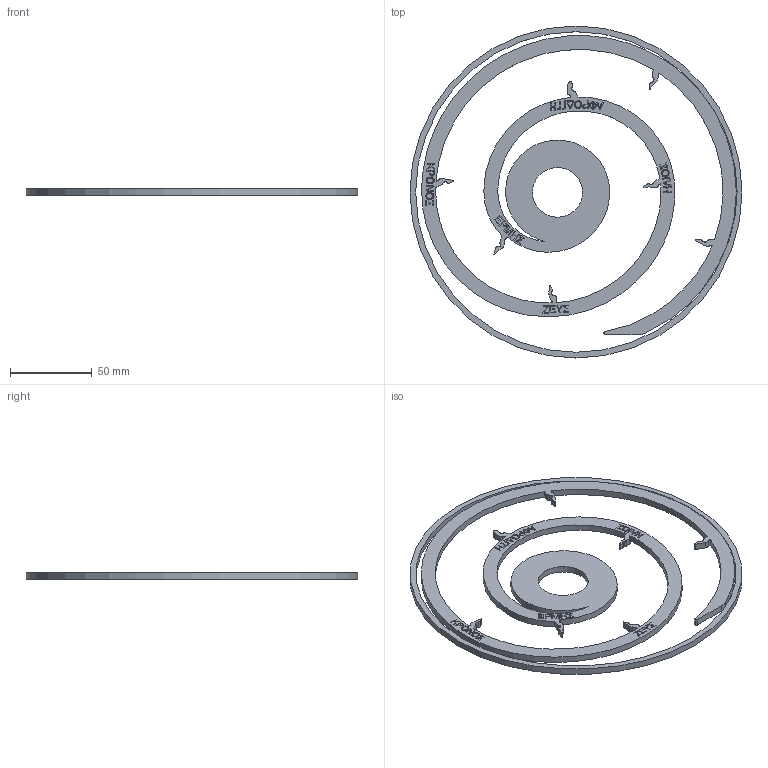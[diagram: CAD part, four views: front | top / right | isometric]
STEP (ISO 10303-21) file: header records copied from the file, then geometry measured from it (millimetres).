
FILE_DESCRIPTION(('HOOPS Exchange Step'),'2;1');
FILE_NAME('temp_export','2023-08-11T13:07:14-05:00',('mobile'),('Shapr3D Limited'),'HOOPS Exchange 2023.1','Shapr3D','Authorized');
FILE_SCHEMA( ('AUTOMOTIVE_DESIGN { 1 0 10303 214 1 1 1 1 }') );
Length unit declared in the file: millimetre
Products named in the file (2): Folder 12; root
Assembly tree (1 placements, depth 2):
  root
    Folder 12
Bounding box: 203 x 203 x 4 mm (x, y, z)
Volume: 48684 mm3; surface area: 39338.8 mm2
Topology: 2 solids, 2 shells, 494 faces, 1359 edges, 908 vertices
Faces by surface type: plane 306, bspline 105, extrusion 81, cylinder 2
Full cylindrical faces by diameter (mm): 196 x1, 203 x1
Entity records: 17016 total; most frequent: CARTESIAN_POINT 5658, ORIENTED_EDGE 2718, DIRECTION 1694, EDGE_CURVE 1359, VECTOR 1058, LINE 977, VERTEX_POINT 908, EDGE_LOOP 537
